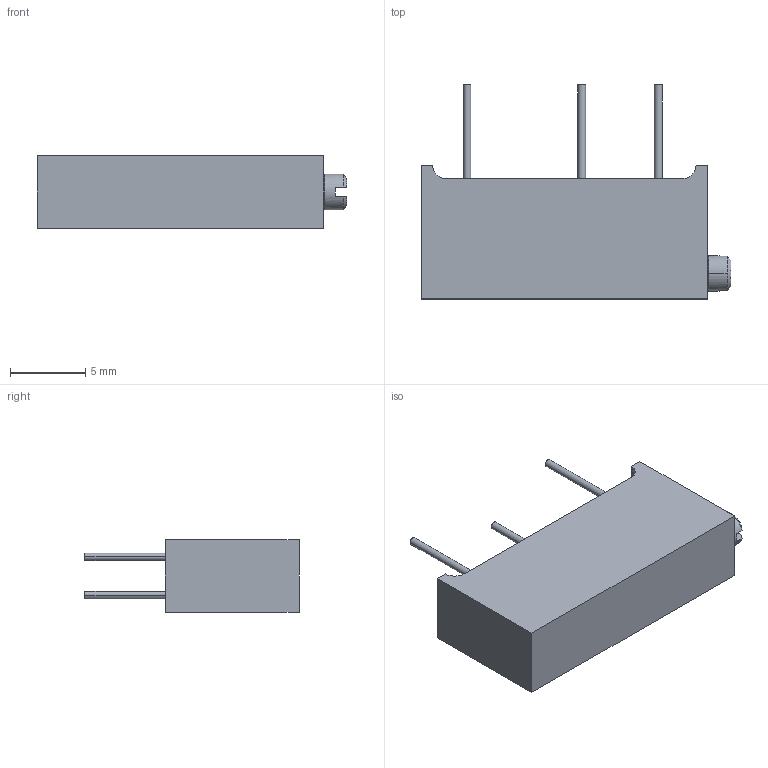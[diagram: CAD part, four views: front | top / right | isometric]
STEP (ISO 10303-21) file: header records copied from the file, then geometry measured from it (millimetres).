
FILE_DESCRIPTION((''),'2;1');
FILE_NAME('3009P','2012-10-23T',('stevec'),('Bourns, Inc.'),'PRO/ENGINEER BY PARAMETRIC TECHNOLOGY CORPORATION, 2012230','PRO/ENGINEER BY PARAMETRIC TECHNOLOGY CORPORATION, 2012230','');
FILE_SCHEMA(('CONFIG_CONTROL_DESIGN'));
Length unit declared in the file: inch
Products named in the file (1): 3009P
Bounding box: 20.57 x 14.22 x 4.83 mm (x, y, z)
Volume: 750.6 mm3; surface area: 667.4 mm2
Topology: 1 solids, 2 shells, 59 faces, 144 edges, 92 vertices
Faces by surface type: plane 32, cylinder 19, cone 6, torus 2
Entity records: 1784 total; most frequent: CARTESIAN_POINT 311, DIRECTION 310, ORIENTED_EDGE 288, EDGE_CURVE 144, AXIS2_PLACEMENT_3D 111, VERTEX_POINT 92, VECTOR 88, LINE 88
